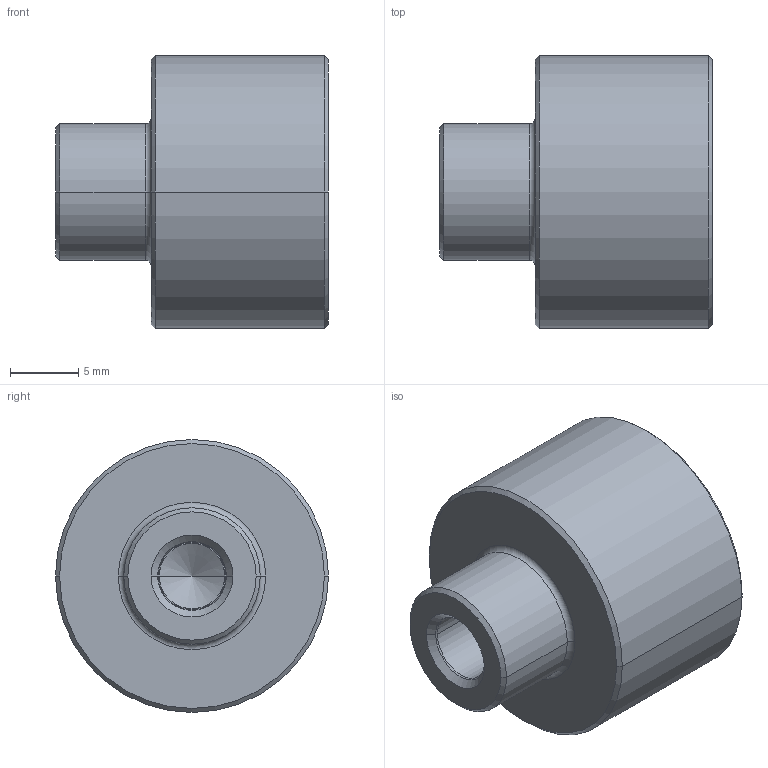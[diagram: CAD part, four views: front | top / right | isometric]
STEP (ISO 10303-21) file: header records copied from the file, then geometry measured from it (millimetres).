
FILE_DESCRIPTION(/* description */ ('VariCAD 2015-2.04 AP-203'),/* implementation_level */ '2;1');
FILE_NAME(/* name */ 'A-LS20.stp',/* time_stamp */ '2015-08-14T11:39:16+12:00',/* author */ (''),/* organization */ (''),/* preprocessor_version */ 'ST-DEVELOPER v14',/* originating_system */ 'VariCAD 2015-2.04; kernel version (20130303)',/* authorisation */ '');
FILE_SCHEMA (('CONFIG_CONTROL_DESIGN'));
Length unit declared in the file: millimetre
Products named in the file (2): 0
Assembly tree (1 placements, depth 2):
  0
    (unnamed)
Bounding box: 20 x 20 x 20 mm (x, y, z)
Volume: 3803.6 mm3; surface area: 1940.3 mm2
Topology: 1 solids, 1 shells, 31 faces, 62 edges, 35 vertices
Faces by surface type: cone 12, cylinder 10, plane 5, torus 4
Entity records: 892 total; most frequent: DIRECTION 168, CARTESIAN_POINT 130, ORIENTED_EDGE 120, AXIS2_PLACEMENT_3D 73, EDGE_CURVE 60, CIRCLE 38, EDGE_LOOP 35, VERTEX_POINT 35
